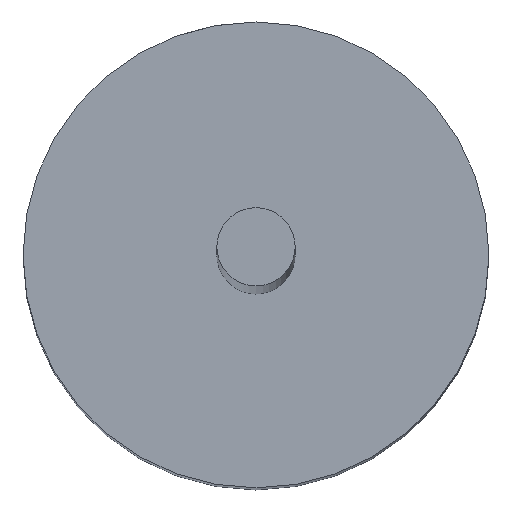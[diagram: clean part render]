
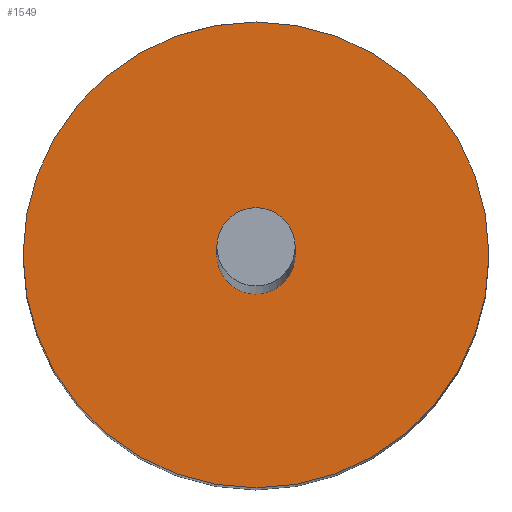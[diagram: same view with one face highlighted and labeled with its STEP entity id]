
A CAD part, top view. The second image highlights one B-rep face of the part: STEP entity #1549.
In plain terms, the highlighted planar face has unit normal (0, 0, 1).
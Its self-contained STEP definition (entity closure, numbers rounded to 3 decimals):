
#11 = AXIS2_PLACEMENT_3D ( 'NONE', #835, #2544, #2522 ) ;
#114 = VERTEX_POINT ( 'NONE', #2452 ) ;
#187 = DIRECTION ( 'NONE',  ( 0., 0., 1. ) ) ;
#195 = AXIS2_PLACEMENT_3D ( 'NONE', #2157, #748, #2690 ) ;
#326 = DIRECTION ( 'NONE',  ( 1., 0., 0. ) ) ;
#450 = VERTEX_POINT ( 'NONE', #909 ) ;
#548 = EDGE_LOOP ( 'NONE', ( #1809, #2398 ) ) ;
#748 = DIRECTION ( 'NONE',  ( 0., 0., 1. ) ) ;
#826 = CARTESIAN_POINT ( 'NONE',  ( 0., 0., 5.08 ) ) ;
#835 = CARTESIAN_POINT ( 'NONE',  ( 0., 0., 5.08 ) ) ;
#850 = AXIS2_PLACEMENT_3D ( 'NONE', #2643, #187, #1135 ) ;
#883 = CARTESIAN_POINT ( 'NONE',  ( 0., 0., 5.08 ) ) ;
#899 = FACE_BOUND ( 'NONE', #548, .T. ) ;
#909 = CARTESIAN_POINT ( 'NONE',  ( 0.32, 0., 5.08 ) ) ;
#1109 = ORIENTED_EDGE ( 'NONE', *, *, #1798, .T. ) ;
#1125 = PLANE ( 'NONE',  #1340 ) ;
#1135 = DIRECTION ( 'NONE',  ( 1., 0., 0. ) ) ;
#1226 = VERTEX_POINT ( 'NONE', #2460 ) ;
#1332 = EDGE_CURVE ( 'NONE', #1226, #114, #2188, .T. ) ;
#1340 = AXIS2_PLACEMENT_3D ( 'NONE', #883, #2831, #1544 ) ;
#1435 = CIRCLE ( 'NONE', #850, 0.32 ) ;
#1524 = VERTEX_POINT ( 'NONE', #2320 ) ;
#1544 = DIRECTION ( 'NONE',  ( 1., 0., 0. ) ) ;
#1549 = ADVANCED_FACE ( 'NONE', ( #899, #1763 ), #1125, .T. ) ;
#1763 = FACE_OUTER_BOUND ( 'NONE', #2150, .T. ) ;
#1798 = EDGE_CURVE ( 'NONE', #114, #1226, #3120, .T. ) ;
#1809 = ORIENTED_EDGE ( 'NONE', *, *, #2819, .F. ) ;
#1982 = ORIENTED_EDGE ( 'NONE', *, *, #1332, .T. ) ;
#2012 = CIRCLE ( 'NONE', #11, 0.32 ) ;
#2150 = EDGE_LOOP ( 'NONE', ( #1109, #1982 ) ) ;
#2157 = CARTESIAN_POINT ( 'NONE',  ( 0., 0., 5.08 ) ) ;
#2188 = CIRCLE ( 'NONE', #2953, 1.905 ) ;
#2229 = EDGE_CURVE ( 'NONE', #450, #1524, #1435, .T. ) ;
#2320 = CARTESIAN_POINT ( 'NONE',  ( -0.32, 0., 5.08 ) ) ;
#2398 = ORIENTED_EDGE ( 'NONE', *, *, #2229, .F. ) ;
#2452 = CARTESIAN_POINT ( 'NONE',  ( 1.905, 0., 5.08 ) ) ;
#2460 = CARTESIAN_POINT ( 'NONE',  ( -1.905, 0., 5.08 ) ) ;
#2497 = DIRECTION ( 'NONE',  ( 0., 0., 1. ) ) ;
#2522 = DIRECTION ( 'NONE',  ( 1., 0., 0. ) ) ;
#2544 = DIRECTION ( 'NONE',  ( 0., 0., 1. ) ) ;
#2643 = CARTESIAN_POINT ( 'NONE',  ( 0., 0., 5.08 ) ) ;
#2690 = DIRECTION ( 'NONE',  ( 1., 0., 0. ) ) ;
#2819 = EDGE_CURVE ( 'NONE', #1524, #450, #2012, .T. ) ;
#2831 = DIRECTION ( 'NONE',  ( 0., 0., 1. ) ) ;
#2953 = AXIS2_PLACEMENT_3D ( 'NONE', #826, #2497, #326 ) ;
#3120 = CIRCLE ( 'NONE', #195, 1.905 ) ;
